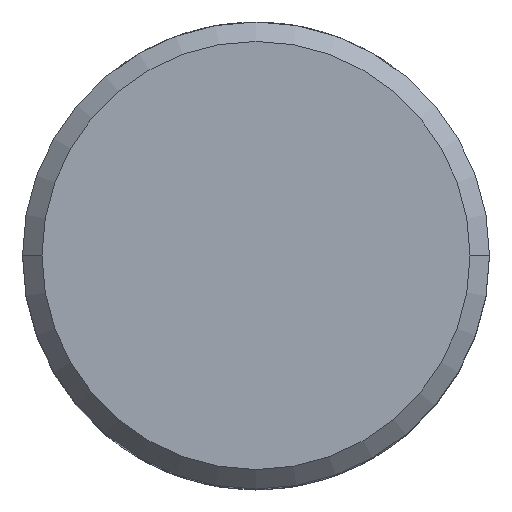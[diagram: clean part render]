
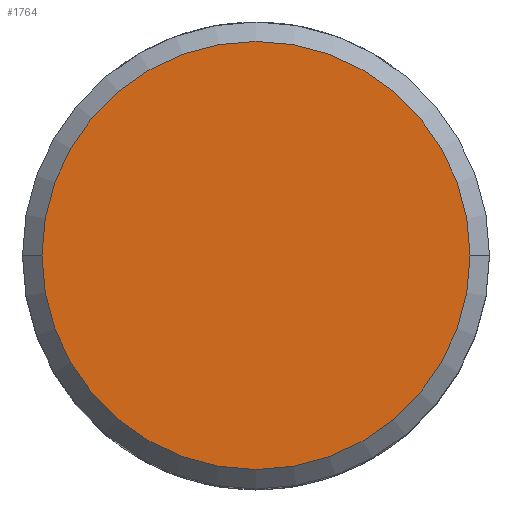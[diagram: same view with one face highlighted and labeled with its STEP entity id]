
A CAD part, top view. The second image highlights one B-rep face of the part: STEP entity #1764.
In plain terms, the highlighted planar face has unit normal (0, 0, 1).
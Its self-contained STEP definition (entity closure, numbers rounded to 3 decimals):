
#1050=CARTESIAN_POINT('',(0.,0.,14.5));
#1051=DIRECTION('',(0.,0.,-1.));
#1052=DIRECTION('',(-1.,0.,0.));
#1053=AXIS2_PLACEMENT_3D('',#1050,#1051,#1052);
#1055=CARTESIAN_POINT('',(0.,0.,14.5));
#1056=DIRECTION('',(0.,0.,-1.));
#1057=DIRECTION('',(1.,0.,0.));
#1058=AXIS2_PLACEMENT_3D('',#1055,#1056,#1057);
#1276=CARTESIAN_POINT('',(-5.5,0.,14.5));
#1278=VERTEX_POINT('',#1276);
#1280=CARTESIAN_POINT('',(5.5,0.,14.5));
#1282=VERTEX_POINT('',#1280);
#1755=CARTESIAN_POINT('',(0.,0.,14.5));
#1756=DIRECTION('',(0.,0.,-1.));
#1757=DIRECTION('',(1.,0.,0.));
#1758=AXIS2_PLACEMENT_3D('',#1755,#1756,#1757);
#1759=PLANE('',#1758);
#1760=ORIENTED_EDGE('',*,*,#1737,.T.);
#1761=ORIENTED_EDGE('',*,*,#1748,.T.);
#1762=EDGE_LOOP('',(#1760,#1761));
#1763=FACE_OUTER_BOUND('',#1762,.F.);
#1054=CIRCLE('',#1053,5.5);
#1059=CIRCLE('',#1058,5.5);
#1737=EDGE_CURVE('',#1278,#1282,#1054,.T.);
#1748=EDGE_CURVE('',#1282,#1278,#1059,.T.);
#1764=ADVANCED_FACE('',(#1763),#1759,.F.);
